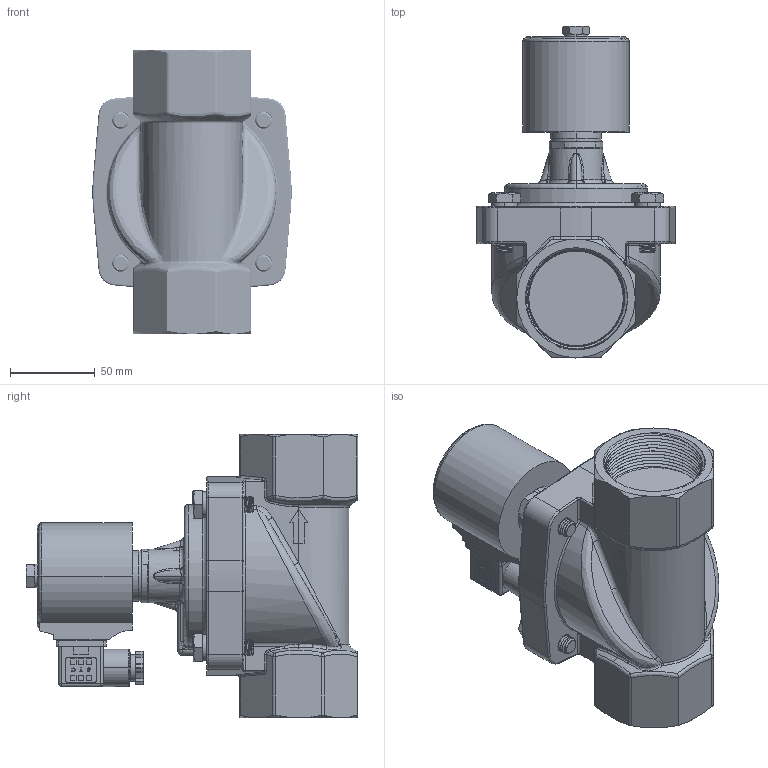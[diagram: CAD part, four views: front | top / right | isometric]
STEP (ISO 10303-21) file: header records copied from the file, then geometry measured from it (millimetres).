
FILE_DESCRIPTION (( 'STEP AP214' ), '1' );
FILE_NAME ('2LS500-2.STEP', '2018-08-21T19:09:06', ( '' ), ( '' ), 'SwSTEP 2.0', 'SolidWorks 2016', '' );
FILE_SCHEMA (( 'AUTOMOTIVE_DESIGN' ));
Length unit declared in the file: millimetre
Products named in the file (1): 2LS500-2
Bounding box: 117.86 x 196.2 x 167.7 mm (x, y, z)
Volume: 1141063.6 mm3; surface area: 157096.4 mm2
Topology: 22 solids, 24 shells, 2245 faces, 6131 edges, 3993 vertices
Faces by surface type: plane 1056, cylinder 696, bspline 235, cone 140, torus 81, sphere 37
Entity records: 174396 total; most frequent: CARTESIAN_POINT 96776, ORIENTED_EDGE 12224, DIRECTION 9009, EDGE_CURVE 6112, VERTEX_POINT 3993, LINE 3443, VECTOR 3443, AXIS2_PLACEMENT_3D 2783
